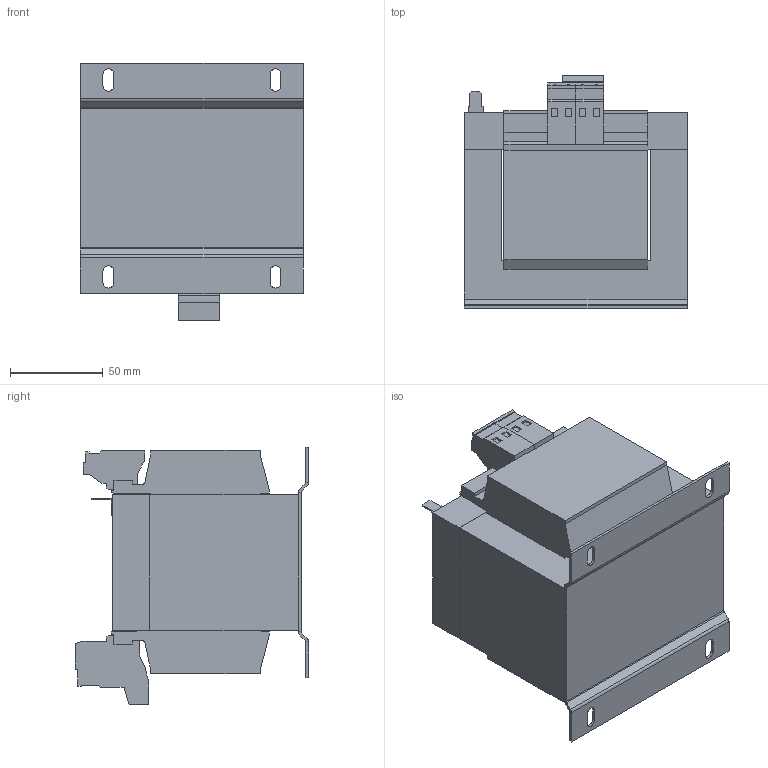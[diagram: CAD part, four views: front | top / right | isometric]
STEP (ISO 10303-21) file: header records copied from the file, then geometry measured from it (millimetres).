
FILE_DESCRIPTION (( 'STEP AP214' ), '1' );
FILE_NAME ('739338.STEP', '2023-08-22T12:51:18', ( '' ), ( '' ), 'SwSTEP 2.0', 'SolidWorks 2018', '' );
FILE_SCHEMA (( 'AUTOMOTIVE_DESIGN' ));
Length unit declared in the file: millimetre
Products named in the file (1): 739338
Bounding box: 120.05 x 125.45 x 138.6 mm (x, y, z)
Volume: 1169458.3 mm3; surface area: 127007.1 mm2
Topology: 1 solids, 1 shells, 253 faces, 652 edges, 412 vertices
Faces by surface type: plane 218, cylinder 35
Entity records: 7570 total; most frequent: CARTESIAN_POINT 1318, ORIENTED_EDGE 1304, DIRECTION 1230, EDGE_CURVE 652, LINE 582, VECTOR 582, VERTEX_POINT 412, AXIS2_PLACEMENT_3D 324
